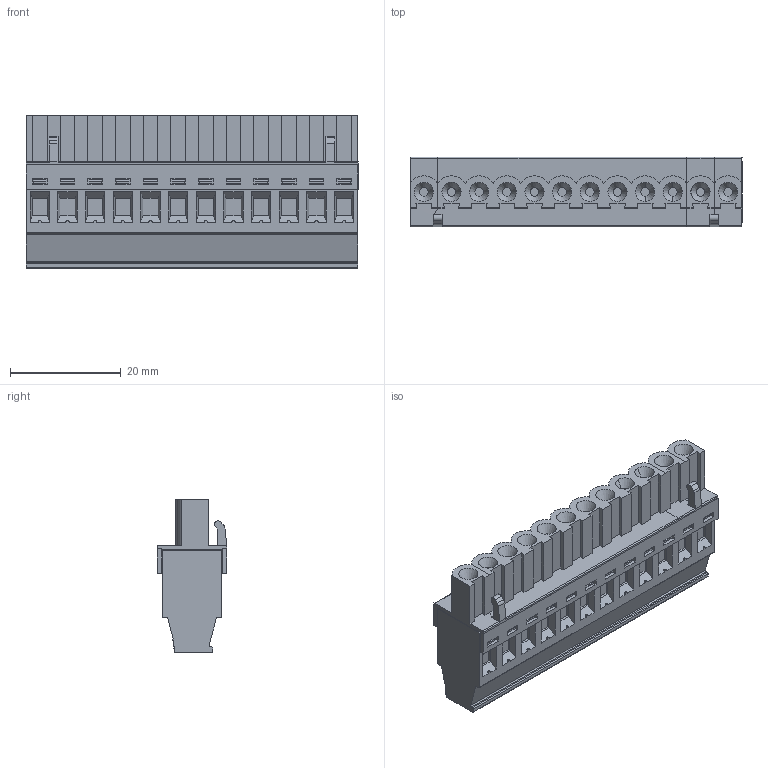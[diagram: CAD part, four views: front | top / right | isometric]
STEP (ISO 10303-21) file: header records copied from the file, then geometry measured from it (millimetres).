
FILE_DESCRIPTION(('STEP AP214'),'1');
FILE_NAME('SV12-5-F.stp','2020-03-24T11:22:07',(' '),(' '),'Spatial InterOp 3D',' ',' ');
FILE_SCHEMA(('AUTOMOTIVE_DESIGN { 1 0 10303 214 1 1 1 1 }'));
Length unit declared in the file: metre
Products named in the file (1): 1
Bounding box: 60 x 12.59 x 27.6 mm (x, y, z)
Volume: 13499 mm3; surface area: 7298.5 mm2
Topology: 1 solids, 1 shells, 744 faces, 1864 edges, 1230 vertices
Faces by surface type: plane 587, cylinder 129, cone 28
Full cylindrical faces by diameter (mm): 1.588 x10, 2.6 x10, 2.829 x10, 3.474 x1, 3.8 x10, 3.97 x10
Entity records: 27151 total; most frequent: CARTESIAN_POINT 3840, DIRECTION 3477, ORIENTED_EDGE 3468, EDGE_CURVE 1734, LINE 1399, VECTOR 1399, VERTEX_POINT 1171, AXIS2_PLACEMENT_3D 1039
